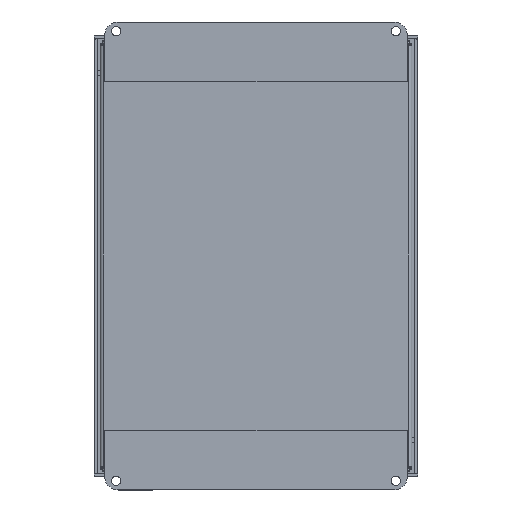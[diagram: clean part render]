
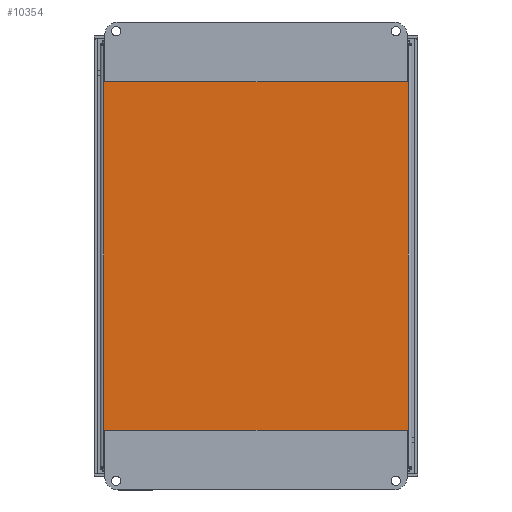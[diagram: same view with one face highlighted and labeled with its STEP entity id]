
A CAD part, top view. The second image highlights one B-rep face of the part: STEP entity #10354.
In plain terms, the highlighted face is planar.
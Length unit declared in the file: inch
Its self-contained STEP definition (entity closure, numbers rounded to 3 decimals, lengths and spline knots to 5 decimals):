
#562=CIRCLE('',#11184,0.07);
#566=CIRCLE('',#11190,0.07);
#567=CIRCLE('',#11192,0.07);
#568=CIRCLE('',#11193,0.07);
#1077=PLANE('',#11191);
#1603=FACE_OUTER_BOUND('',#2220,.T.);
#2220=EDGE_LOOP('',(#9330,#9331,#9332,#9333,#9334,#9335,#9336,#9337));
#3211=LINE('',#17468,#4202);
#3224=LINE('',#17606,#4215);
#3234=LINE('',#17724,#4225);
#3245=LINE('',#17824,#4236);
#4202=VECTOR('',#13731,11.51142);
#4215=VECTOR('',#13766,8.26142);
#4225=VECTOR('',#13788,11.51142);
#4236=VECTOR('',#13817,8.26142);
#5176=VERTEX_POINT('',#17404);
#5177=VERTEX_POINT('',#17451);
#5188=VERTEX_POINT('',#17541);
#5189=VERTEX_POINT('',#17589);
#5194=VERTEX_POINT('',#17660);
#5195=VERTEX_POINT('',#17707);
#5206=VERTEX_POINT('',#17791);
#5207=VERTEX_POINT('',#17810);
#6531=EDGE_CURVE('',#5176,#5177,#3211,.T.);
#6552=EDGE_CURVE('',#5188,#5189,#3224,.T.);
#6566=EDGE_CURVE('',#5194,#5195,#3234,.T.);
#6585=EDGE_CURVE('',#5206,#5207,#3245,.T.);
#6589=EDGE_CURVE('',#5207,#5194,#562,.T.);
#6593=EDGE_CURVE('',#5177,#5206,#566,.T.);
#6594=EDGE_CURVE('',#5195,#5188,#567,.T.);
#6595=EDGE_CURVE('',#5189,#5176,#568,.T.);
#9330=ORIENTED_EDGE('',*,*,#6585,.T.);
#9331=ORIENTED_EDGE('',*,*,#6589,.T.);
#9332=ORIENTED_EDGE('',*,*,#6566,.T.);
#9333=ORIENTED_EDGE('',*,*,#6594,.T.);
#9334=ORIENTED_EDGE('',*,*,#6552,.T.);
#9335=ORIENTED_EDGE('',*,*,#6595,.T.);
#9336=ORIENTED_EDGE('',*,*,#6531,.T.);
#9337=ORIENTED_EDGE('',*,*,#6593,.T.);
#10354=ADVANCED_FACE('',(#1603),#1077,.F.);
#11184=AXIS2_PLACEMENT_3D('',#17859,#13828,#13829);
#11190=AXIS2_PLACEMENT_3D('',#17865,#13840,#13841);
#11191=AXIS2_PLACEMENT_3D('',#17866,#13842,#13843);
#11192=AXIS2_PLACEMENT_3D('',#17867,#13844,#13845);
#11193=AXIS2_PLACEMENT_3D('',#17868,#13846,#13847);
#13731=DIRECTION('',(0.,-1.,0.));
#13766=DIRECTION('',(1.,0.,0.));
#13788=DIRECTION('',(0.,1.,0.));
#13817=DIRECTION('',(-1.,0.,0.));
#13828=DIRECTION('center_axis',(0.,0.,1.));
#13829=DIRECTION('ref_axis',(1.,0.,0.));
#13840=DIRECTION('center_axis',(0.,0.,1.));
#13841=DIRECTION('ref_axis',(1.,0.,0.));
#13842=DIRECTION('center_axis',(0.,0.,1.));
#13843=DIRECTION('ref_axis',(1.,0.,0.));
#13844=DIRECTION('center_axis',(0.,0.,1.));
#13845=DIRECTION('ref_axis',(1.,0.,0.));
#13846=DIRECTION('center_axis',(0.,0.,1.));
#13847=DIRECTION('ref_axis',(1.,0.,0.));
#17404=CARTESIAN_POINT('',(8.39475,11.63071,0.));
#17451=CARTESIAN_POINT('',(8.39475,0.11929,0.));
#17468=CARTESIAN_POINT('',(8.39475,8.75988,0.));
#17541=CARTESIAN_POINT('',(0.11929,11.64475,0.));
#17589=CARTESIAN_POINT('',(8.38071,11.64475,0.));
#17606=CARTESIAN_POINT('',(2.17763,11.64475,0.));
#17660=CARTESIAN_POINT('',(0.10525,0.11929,0.));
#17707=CARTESIAN_POINT('',(0.10525,11.63071,0.));
#17724=CARTESIAN_POINT('',(0.10525,2.99013,0.));
#17791=CARTESIAN_POINT('',(8.38071,0.10525,0.));
#17810=CARTESIAN_POINT('',(0.11929,0.10525,0.));
#17824=CARTESIAN_POINT('',(6.32238,0.10525,0.));
#17859=CARTESIAN_POINT('Origin',(0.06327,0.06327,
0.));
#17865=CARTESIAN_POINT('Origin',(8.43673,0.06327,0.));
#17866=CARTESIAN_POINT('Origin',(4.25,5.875,0.));
#17867=CARTESIAN_POINT('Origin',(0.06327,11.68673,0.));
#17868=CARTESIAN_POINT('Origin',(8.43673,11.68673,0.));
